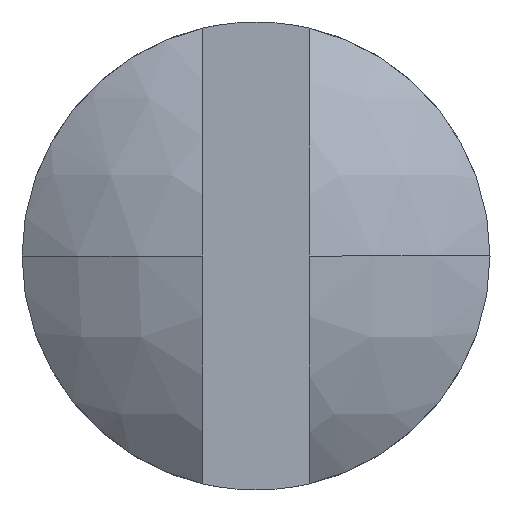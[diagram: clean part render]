
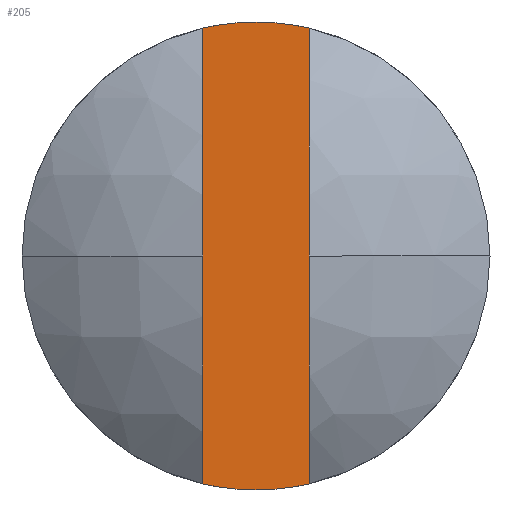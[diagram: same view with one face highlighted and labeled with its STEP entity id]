
A CAD part, left-side view. The second image highlights one B-rep face of the part: STEP entity #205.
In plain terms, the highlighted planar face has unit normal (-1, 0, 0).
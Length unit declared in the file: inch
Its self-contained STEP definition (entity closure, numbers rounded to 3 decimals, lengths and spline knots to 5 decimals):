
#29 = VERTEX_POINT ( 'NONE', #2566 ) ;
#30 = VERTEX_POINT ( 'NONE', #2588 ) ;
#39 = VERTEX_POINT ( 'NONE', #2297 ) ;
#42 = VERTEX_POINT ( 'NONE', #2295 ) ;
#59 = VERTEX_POINT ( 'NONE', #2412 ) ;
#131 = EDGE_LOOP ( 'NONE', ( #259, #262, #224, #221, #228, #223 ) ) ;
#205 = ADVANCED_FACE ( 'NONE', ( #347 ), #1919, .T. ) ;
#221 = ORIENTED_EDGE ( 'NONE', *, *, #1266, .T. ) ;
#223 = ORIENTED_EDGE ( 'NONE', *, *, #1253, .F. ) ;
#224 = ORIENTED_EDGE ( 'NONE', *, *, #1247, .F. ) ;
#228 = ORIENTED_EDGE ( 'NONE', *, *, #1458, .T. ) ;
#259 = ORIENTED_EDGE ( 'NONE', *, *, #1472, .T. ) ;
#262 = ORIENTED_EDGE ( 'NONE', *, *, #1252, .T. ) ;
#288 = CIRCLE ( 'NONE', #1351, 0.1875 ) ;
#289 = LINE ( 'NONE', #679, #292 ) ;
#292 = VECTOR ( 'NONE', #426, 39.37008 ) ;
#296 = LINE ( 'NONE', #746, #301 ) ;
#301 = VECTOR ( 'NONE', #649, 39.37008 ) ;
#347 = FACE_OUTER_BOUND ( 'NONE', #131, .T. ) ;
#363 = DIRECTION ( 'NONE',  ( -1., 0., 0. ) ) ;
#368 = CARTESIAN_POINT ( 'NONE',  ( -0.53636, 0., 0. ) ) ;
#426 = DIRECTION ( 'NONE',  ( 0., 0., -1. ) ) ;
#429 = DIRECTION ( 'NONE',  ( 0., 0., 1. ) ) ;
#432 = DIRECTION ( 'NONE',  ( -1., 0., 0. ) ) ;
#435 = CARTESIAN_POINT ( 'NONE',  ( -0.53636, 0., 0. ) ) ;
#462 = DIRECTION ( 'NONE',  ( 0., 0., 1. ) ) ;
#649 = DIRECTION ( 'NONE',  ( 0., 0., 1. ) ) ;
#673 = DIRECTION ( 'NONE',  ( -1., 0., 0. ) ) ;
#674 = DIRECTION ( 'NONE',  ( 0., 0., 1. ) ) ;
#678 = CARTESIAN_POINT ( 'NONE',  ( -0.53636, 0., 0. ) ) ;
#679 = CARTESIAN_POINT ( 'NONE',  ( -0.53636, -0.04275, 0.1875 ) ) ;
#746 = CARTESIAN_POINT ( 'NONE',  ( -0.53636, 0.04275, 0.1875 ) ) ;
#914 = CARTESIAN_POINT ( 'NONE',  ( -0.53636, 0., -0.1875 ) ) ;
#922 = DIRECTION ( 'NONE',  ( 0., 0., 1. ) ) ;
#923 = DIRECTION ( 'NONE',  ( -1., 0., 0. ) ) ;
#928 = CARTESIAN_POINT ( 'NONE',  ( -0.53636, 0., 0. ) ) ;
#1096 = CIRCLE ( 'NONE', #1374, 0.1875 ) ;
#1098 = CIRCLE ( 'NONE', #1382, 0.1875 ) ;
#1184 = CIRCLE ( 'NONE', #1354, 0.1875 ) ;
#1247 = EDGE_CURVE ( 'NONE', #42, #59, #296, .T. ) ;
#1252 = EDGE_CURVE ( 'NONE', #39, #59, #288, .T. ) ;
#1253 = EDGE_CURVE ( 'NONE', #30, #29, #289, .T. ) ;
#1266 = EDGE_CURVE ( 'NONE', #42, #2558, #1184, .T. ) ;
#1322 = AXIS2_PLACEMENT_3D ( 'NONE', #1883, #1928, #1934 ) ;
#1351 = AXIS2_PLACEMENT_3D ( 'NONE', #678, #673, #674 ) ;
#1354 = AXIS2_PLACEMENT_3D ( 'NONE', #435, #432, #429 ) ;
#1374 = AXIS2_PLACEMENT_3D ( 'NONE', #368, #363, #462 ) ;
#1382 = AXIS2_PLACEMENT_3D ( 'NONE', #928, #923, #922 ) ;
#1458 = EDGE_CURVE ( 'NONE', #2558, #29, #1096, .T. ) ;
#1472 = EDGE_CURVE ( 'NONE', #30, #39, #1098, .T. ) ;
#1883 = CARTESIAN_POINT ( 'NONE',  ( -0.53636, -0.04275, 0.1875 ) ) ;
#1919 = PLANE ( 'NONE',  #1322 ) ;
#1928 = DIRECTION ( 'NONE',  ( -1., 0., 0. ) ) ;
#1934 = DIRECTION ( 'NONE',  ( 0., 0., -1. ) ) ;
#2295 = CARTESIAN_POINT ( 'NONE',  ( -0.53636, 0.04275, -0.18256 ) ) ;
#2297 = CARTESIAN_POINT ( 'NONE',  ( -0.53636, 0., 0.1875 ) ) ;
#2412 = CARTESIAN_POINT ( 'NONE',  ( -0.53636, 0.04275, 0.18256 ) ) ;
#2558 = VERTEX_POINT ( 'NONE', #914 ) ;
#2566 = CARTESIAN_POINT ( 'NONE',  ( -0.53636, -0.04275, -0.18256 ) ) ;
#2588 = CARTESIAN_POINT ( 'NONE',  ( -0.53636, -0.04275, 0.18256 ) ) ;
